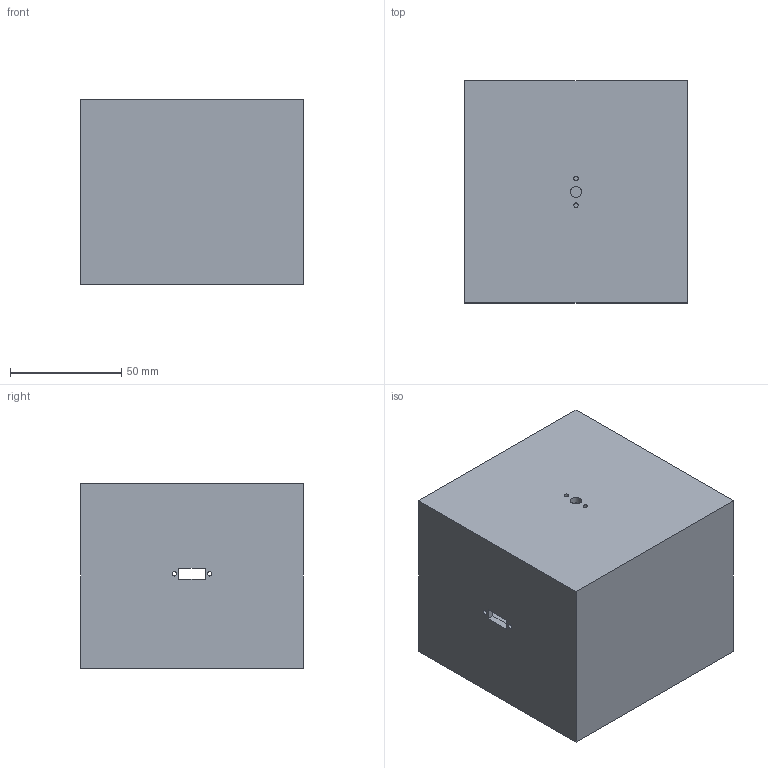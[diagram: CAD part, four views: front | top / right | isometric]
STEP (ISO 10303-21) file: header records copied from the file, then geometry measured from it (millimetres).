
FILE_DESCRIPTION(/* description */ ('STEP AP242','CAx-IF Rec.Pracs.---Representation and Presentation of Product Manufacturing Information (PMI)---4.0---2014-10-13','CAx-IF Rec.Pracs.---3D Tessellated Geometry---0.4---2014-09-14','2;1'),/* implementation_level */ '2;1');
FILE_NAME(/* name */ '6819f9cec4b7da7a6bb72866',/* time_stamp */ '2025-05-06T12:00:15Z',/* author */ (''),/* organization */ (''),/* preprocessor_version */ 'ST-DEVELOPER v20',/* originating_system */ 'ONSHAPE BY PTC INC, 1.197',/* authorisation */ ' ');
FILE_SCHEMA (('AP242_MANAGED_MODEL_BASED_3D_ENGINEERING_MIM_LF { 1 0 10303 442 1 1 4 }'));
Length unit declared in the file: metre
Products named in the file (2): Part 1; Part 2
Bounding box: 100 x 100 x 83 mm (x, y, z)
Volume: 170913.5 mm3; surface area: 101420.7 mm2
Topology: 2 solids, 2 shells, 73 faces, 176 edges, 118 vertices
Faces by surface type: plane 43, cylinder 30
Full cylindrical faces by diameter (mm): 2 x4, 2.5 x6, 3 x12, 5 x7, 53 x1
Entity records: 2110 total; most frequent: DIRECTION 354, CARTESIAN_POINT 335, ORIENTED_EDGE 288, EDGE_LOOP 156, FACE_BOUND 156, EDGE_CURVE 144, AXIS2_PLACEMENT_3D 135, VERTEX_POINT 116
